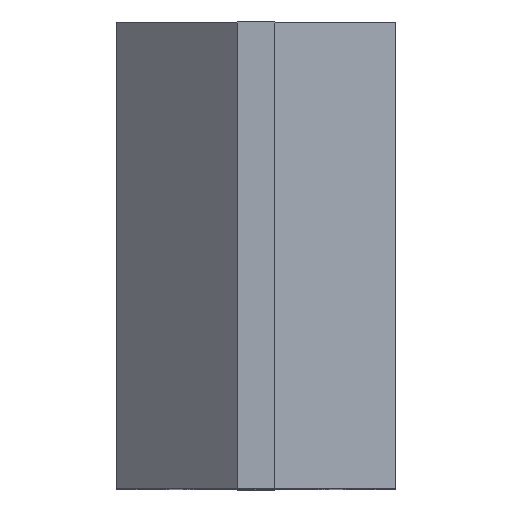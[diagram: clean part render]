
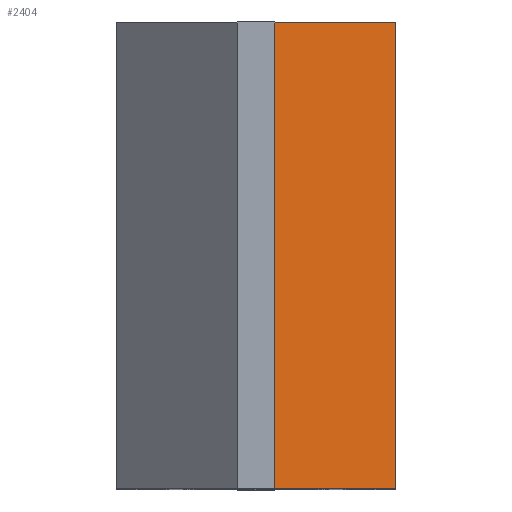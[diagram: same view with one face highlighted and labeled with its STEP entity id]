
A CAD part, top view. The second image highlights one B-rep face of the part: STEP entity #2404.
In plain terms, the highlighted planar face has unit normal (0.707, 0, 0.707).
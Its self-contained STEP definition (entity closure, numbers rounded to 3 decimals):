
#98=PLANE('',#2621);
#216=FACE_OUTER_BOUND('',#334,.T.);
#334=EDGE_LOOP('',(#1979,#1980,#1981,#1982));
#602=LINE('',#3925,#874);
#603=LINE('',#3928,#875);
#604=LINE('',#3930,#876);
#605=LINE('',#3931,#877);
#874=VECTOR('',#3231,10.);
#875=VECTOR('',#3234,10.);
#876=VECTOR('',#3235,10.);
#877=VECTOR('',#3236,10.);
#1197=VERTEX_POINT('',#3921);
#1198=VERTEX_POINT('',#3923);
#1199=VERTEX_POINT('',#3927);
#1200=VERTEX_POINT('',#3929);
#1530=EDGE_CURVE('',#1197,#1198,#602,.T.);
#1531=EDGE_CURVE('',#1197,#1199,#603,.T.);
#1532=EDGE_CURVE('',#1200,#1198,#604,.T.);
#1533=EDGE_CURVE('',#1199,#1200,#605,.T.);
#1979=ORIENTED_EDGE('',*,*,#1531,.F.);
#1980=ORIENTED_EDGE('',*,*,#1530,.T.);
#1981=ORIENTED_EDGE('',*,*,#1532,.F.);
#1982=ORIENTED_EDGE('',*,*,#1533,.F.);
#2404=ADVANCED_FACE('',(#216),#98,.T.);
#2621=AXIS2_PLACEMENT_3D('',#3926,#3232,#3233);
#3231=DIRECTION('',(0.,1.,0.));
#3232=DIRECTION('center_axis',(0.707,0.,0.707));
#3233=DIRECTION('ref_axis',(0.707,0.,-0.707));
#3234=DIRECTION('',(-0.707,0.,0.707));
#3235=DIRECTION('',(0.707,0.,-0.707));
#3236=DIRECTION('',(0.,1.,0.));
#3921=CARTESIAN_POINT('',(30.,0.,64.045));
#3923=CARTESIAN_POINT('',(30.,100.,64.045));
#3925=CARTESIAN_POINT('',(30.,0.,64.045));
#3926=CARTESIAN_POINT('Origin',(4.045,0.,90.));
#3927=CARTESIAN_POINT('',(4.045,0.,90.));
#3928=CARTESIAN_POINT('',(30.,0.,64.045));
#3929=CARTESIAN_POINT('',(4.045,100.,90.));
#3930=CARTESIAN_POINT('',(30.,100.,64.045));
#3931=CARTESIAN_POINT('',(4.045,0.,90.));
